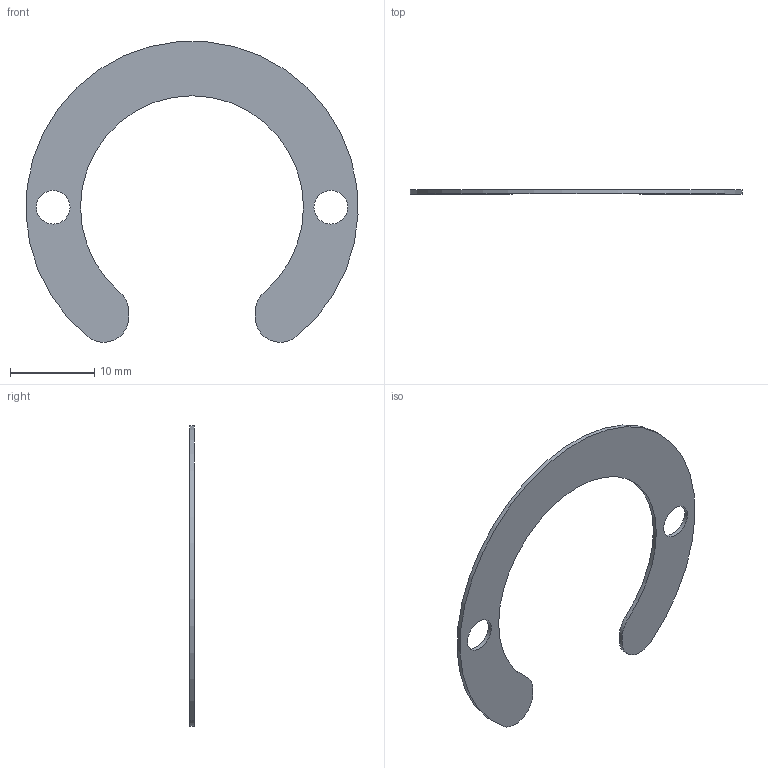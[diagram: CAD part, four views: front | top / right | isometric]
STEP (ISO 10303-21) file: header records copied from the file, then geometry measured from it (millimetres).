
FILE_DESCRIPTION((''),'2;1');
FILE_NAME('03-ISOLATOR','2024-07-08T20:01:43',('agsler'),(''),'CREO PARAMETRIC BY PTC INC, 2023073','CREO PARAMETRIC BY PTC INC, 2023073','');
FILE_SCHEMA(('CONFIG_CONTROL_DESIGN'));
Length unit declared in the file: millimetre
Products named in the file (1): 03-ISOLATOR
Bounding box: 39.46 x 0.5 x 35.73 mm (x, y, z)
Volume: 265 mm3; surface area: 1176.2 mm2
Topology: 1 solids, 1 shells, 176 faces, 507 edges, 338 vertices
Faces by surface type: plane 166, cylinder 10
Entity records: 5717 total; most frequent: CARTESIAN_POINT 1021, ORIENTED_EDGE 1014, DIRECTION 879, EDGE_CURVE 507, VECTOR 487, LINE 487, VERTEX_POINT 338, AXIS2_PLACEMENT_3D 196
